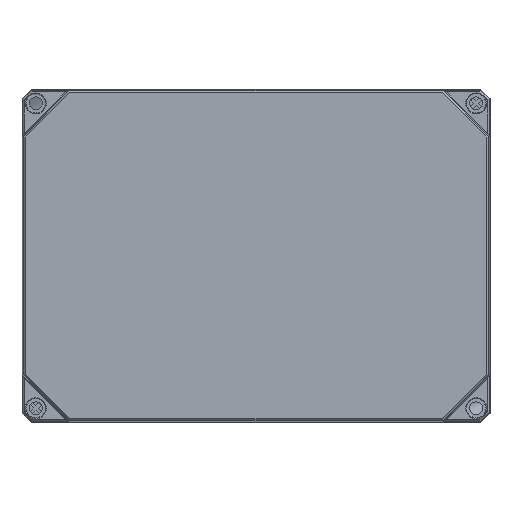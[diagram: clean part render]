
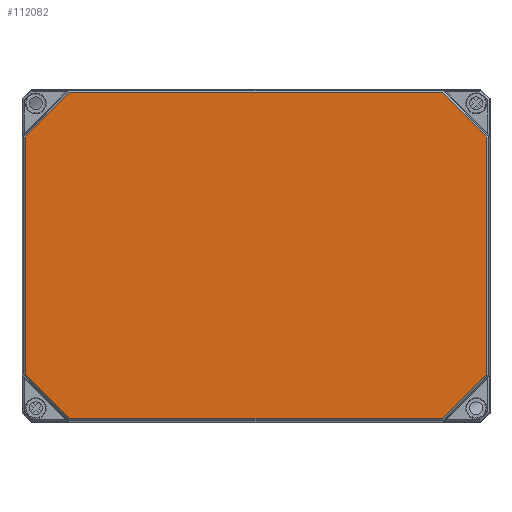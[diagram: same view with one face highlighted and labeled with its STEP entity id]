
A CAD part, top view. The second image highlights one B-rep face of the part: STEP entity #112082.
In plain terms, the highlighted planar face has unit normal (0, 0, 1).
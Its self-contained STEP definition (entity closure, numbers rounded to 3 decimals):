
#18294=LINE('',#203690,#27049);
#18298=LINE('',#203696,#27053);
#18300=LINE('',#203700,#27055);
#18303=LINE('',#203705,#27058);
#18305=LINE('',#203709,#27060);
#18308=LINE('',#203714,#27063);
#18310=LINE('',#203718,#27065);
#18313=LINE('',#203722,#27068);
#27049=VECTOR('',#136752,10.);
#27053=VECTOR('',#136758,10.);
#27055=VECTOR('',#136762,10.);
#27058=VECTOR('',#136767,10.);
#27060=VECTOR('',#136771,10.);
#27063=VECTOR('',#136776,10.);
#27065=VECTOR('',#136780,10.);
#27068=VECTOR('',#136785,10.);
#29646=PLANE('',#117605);
#35808=FACE_OUTER_BOUND('',#42628,.T.);
#42628=EDGE_LOOP('',(#104351,#104352,#104353,#104354,#104355,#104356,#104357,
#104358));
#55495=VERTEX_POINT('',#203688);
#55496=VERTEX_POINT('',#203689);
#55497=VERTEX_POINT('',#203695);
#55498=VERTEX_POINT('',#203699);
#55499=VERTEX_POINT('',#203704);
#55500=VERTEX_POINT('',#203708);
#55501=VERTEX_POINT('',#203713);
#55502=VERTEX_POINT('',#203717);
#71829=EDGE_CURVE('',#55495,#55496,#18294,.T.);
#71833=EDGE_CURVE('',#55496,#55497,#18298,.T.);
#71835=EDGE_CURVE('',#55497,#55498,#18300,.T.);
#71838=EDGE_CURVE('',#55498,#55499,#18303,.T.);
#71840=EDGE_CURVE('',#55499,#55500,#18305,.T.);
#71843=EDGE_CURVE('',#55500,#55501,#18308,.T.);
#71845=EDGE_CURVE('',#55501,#55502,#18310,.T.);
#71848=EDGE_CURVE('',#55502,#55495,#18313,.T.);
#104351=ORIENTED_EDGE('',*,*,#71829,.F.);
#104352=ORIENTED_EDGE('',*,*,#71848,.F.);
#104353=ORIENTED_EDGE('',*,*,#71845,.F.);
#104354=ORIENTED_EDGE('',*,*,#71843,.F.);
#104355=ORIENTED_EDGE('',*,*,#71840,.F.);
#104356=ORIENTED_EDGE('',*,*,#71838,.F.);
#104357=ORIENTED_EDGE('',*,*,#71835,.F.);
#104358=ORIENTED_EDGE('',*,*,#71833,.F.);
#112082=ADVANCED_FACE('',(#35808),#29646,.T.);
#117605=AXIS2_PLACEMENT_3D('',#203743,#136800,#136801);
#136752=DIRECTION('',(0.,-1.,0.));
#136758=DIRECTION('',(-0.707,-0.707,0.));
#136762=DIRECTION('',(-1.,0.,0.));
#136767=DIRECTION('',(-0.707,0.707,0.));
#136771=DIRECTION('',(0.,1.,0.));
#136776=DIRECTION('',(0.707,0.707,0.));
#136780=DIRECTION('',(1.,0.,0.));
#136785=DIRECTION('',(0.707,-0.707,0.));
#136800=DIRECTION('center_axis',(0.,0.,1.));
#136801=DIRECTION('ref_axis',(1.,0.,0.));
#203688=CARTESIAN_POINT('',(125.193,64.359,92.5));
#203689=CARTESIAN_POINT('',(125.193,-64.359,92.5));
#203690=CARTESIAN_POINT('',(125.193,42.625,92.5));
#203695=CARTESIAN_POINT('',(101.109,-88.443,92.5));
#203696=CARTESIAN_POINT('',(110.199,-79.352,92.5));
#203699=CARTESIAN_POINT('',(-101.109,-88.443,92.5));
#203700=CARTESIAN_POINT('',(61.,-88.443,92.5));
#203704=CARTESIAN_POINT('',(-125.193,-64.359,92.5));
#203705=CARTESIAN_POINT('',(-97.727,-91.824,92.5));
#203708=CARTESIAN_POINT('',(-125.193,64.359,92.5));
#203709=CARTESIAN_POINT('',(-125.193,-42.625,92.5));
#203713=CARTESIAN_POINT('',(-101.109,88.443,92.5));
#203714=CARTESIAN_POINT('',(-110.199,79.352,92.5));
#203717=CARTESIAN_POINT('',(101.109,88.443,92.5));
#203718=CARTESIAN_POINT('',(-61.,88.443,92.5));
#203722=CARTESIAN_POINT('',(97.727,91.824,92.5));
#203743=CARTESIAN_POINT('Origin',(0.,0.,
92.5));
